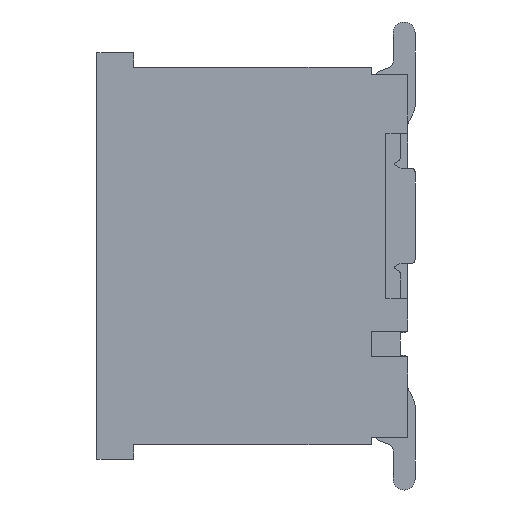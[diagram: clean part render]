
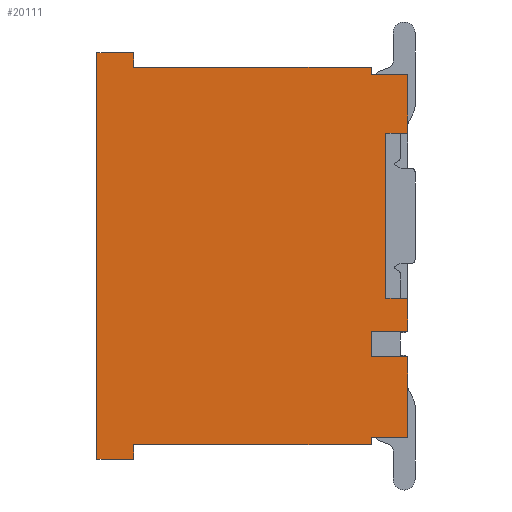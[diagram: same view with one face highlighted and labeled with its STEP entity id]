
A CAD part, left-side view. The second image highlights one B-rep face of the part: STEP entity #20111.
In plain terms, the highlighted planar face has unit normal (-1, 0, 0).
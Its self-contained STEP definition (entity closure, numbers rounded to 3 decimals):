
#1211=DIRECTION('',(0.,-1.,0.));
#1212=VECTOR('',#1211,0.5);
#1213=CARTESIAN_POINT('',(-6.15,0.5,-1.03));
#1214=LINE('',#1213,#1212);
#1543=DIRECTION('',(0.,0.,1.));
#1544=VECTOR('',#1543,0.1);
#1545=CARTESIAN_POINT('',(-6.15,0.5,-2.58));
#1546=LINE('',#1545,#1544);
#1547=DIRECTION('',(0.,0.,-1.));
#1548=VECTOR('',#1547,5.56);
#1549=CARTESIAN_POINT('',(-6.15,4.25,2.78));
#1550=LINE('',#1549,#1548);
#1551=DIRECTION('',(0.,1.,0.));
#1552=VECTOR('',#1551,3.25);
#1553=CARTESIAN_POINT('',(-6.15,0.5,2.58));
#1554=LINE('',#1553,#1552);
#1555=DIRECTION('',(0.,0.,1.));
#1556=VECTOR('',#1555,0.1);
#1557=CARTESIAN_POINT('',(-6.15,0.5,2.48));
#1558=LINE('',#1557,#1556);
#1559=DIRECTION('',(0.,1.,0.));
#1560=VECTOR('',#1559,0.5);
#1561=CARTESIAN_POINT('',(-6.15,0.,2.48));
#1562=LINE('',#1561,#1560);
#1563=DIRECTION('',(0.,0.,1.));
#1564=VECTOR('',#1563,0.8);
#1565=CARTESIAN_POINT('',(-6.15,0.,1.68));
#1566=LINE('',#1565,#1564);
#1567=DIRECTION('',(0.,0.,1.));
#1568=VECTOR('',#1567,0.45);
#1569=CARTESIAN_POINT('',(-6.15,0.,-1.03));
#1570=LINE('',#1569,#1568);
#1571=DIRECTION('',(0.,0.,1.));
#1572=VECTOR('',#1571,0.35);
#1573=CARTESIAN_POINT('',(-6.15,0.5,-1.38));
#1574=LINE('',#1573,#1572);
#1575=DIRECTION('',(0.,0.,1.));
#1576=VECTOR('',#1575,1.1);
#1577=CARTESIAN_POINT('',(-6.15,0.,-2.48));
#1578=LINE('',#1577,#1576);
#1579=DIRECTION('',(0.,-1.,0.));
#1580=VECTOR('',#1579,0.5);
#1581=CARTESIAN_POINT('',(-6.15,0.5,-2.48));
#1582=LINE('',#1581,#1580);
#1727=DIRECTION('',(0.,1.,0.));
#1728=VECTOR('',#1727,0.5);
#1729=CARTESIAN_POINT('',(-6.15,0.,-1.38));
#1730=LINE('',#1729,#1728);
#2172=DIRECTION('',(0.,0.,-1.));
#2173=VECTOR('',#2172,2.26);
#2174=CARTESIAN_POINT('',(-6.15,0.3,1.68));
#2175=LINE('',#2174,#2173);
#2435=DIRECTION('',(0.,-1.,0.));
#2436=VECTOR('',#2435,0.3);
#2437=CARTESIAN_POINT('',(-6.15,0.3,1.68));
#2438=LINE('',#2437,#2436);
#2547=DIRECTION('',(0.,1.,0.));
#2548=VECTOR('',#2547,0.3);
#2549=CARTESIAN_POINT('',(-6.15,0.,-0.58));
#2550=LINE('',#2549,#2548);
#8303=DIRECTION('',(0.,0.,1.));
#8304=VECTOR('',#8303,0.2);
#8305=CARTESIAN_POINT('',(-6.15,3.75,2.58));
#8306=LINE('',#8305,#8304);
#8315=DIRECTION('',(0.,-1.,0.));
#8316=VECTOR('',#8315,0.5);
#8317=CARTESIAN_POINT('',(-6.15,4.25,2.78));
#8318=LINE('',#8317,#8316);
#8347=DIRECTION('',(0.,1.,0.));
#8348=VECTOR('',#8347,0.5);
#8349=CARTESIAN_POINT('',(-6.15,3.75,-2.78));
#8350=LINE('',#8349,#8348);
#8363=DIRECTION('',(0.,0.,1.));
#8364=VECTOR('',#8363,0.2);
#8365=CARTESIAN_POINT('',(-6.15,3.75,-2.78));
#8366=LINE('',#8365,#8364);
#8375=DIRECTION('',(0.,1.,0.));
#8376=VECTOR('',#8375,3.25);
#8377=CARTESIAN_POINT('',(-6.15,0.5,-2.58));
#8378=LINE('',#8377,#8376);
#15771=CARTESIAN_POINT('',(-6.15,0.,2.48));
#15772=VERTEX_POINT('',#15771);
#15773=CARTESIAN_POINT('',(-6.15,0.,1.68));
#15774=VERTEX_POINT('',#15773);
#15795=CARTESIAN_POINT('',(-6.15,0.,-0.58));
#15796=VERTEX_POINT('',#15795);
#15797=CARTESIAN_POINT('',(-6.15,0.,-1.03));
#15798=VERTEX_POINT('',#15797);
#16019=CARTESIAN_POINT('',(-6.15,0.,-1.38));
#16020=VERTEX_POINT('',#16019);
#16021=CARTESIAN_POINT('',(-6.15,0.,-2.48));
#16022=VERTEX_POINT('',#16021);
#16027=CARTESIAN_POINT('',(-6.15,0.5,-2.48));
#16028=VERTEX_POINT('',#16027);
#16338=CARTESIAN_POINT('',(-6.15,4.25,2.78));
#16339=VERTEX_POINT('',#16338);
#16340=CARTESIAN_POINT('',(-6.15,4.25,-2.78));
#16341=VERTEX_POINT('',#16340);
#16387=CARTESIAN_POINT('',(-6.15,0.5,2.58));
#16389=VERTEX_POINT('',#16387);
#16390=CARTESIAN_POINT('',(-6.15,3.75,2.58));
#16391=VERTEX_POINT('',#16390);
#16408=CARTESIAN_POINT('',(-6.15,0.5,-2.58));
#16409=VERTEX_POINT('',#16408);
#16414=CARTESIAN_POINT('',(-6.15,0.5,-1.38));
#16415=CARTESIAN_POINT('',(-6.15,0.5,-1.03));
#16416=VERTEX_POINT('',#16414);
#16417=VERTEX_POINT('',#16415);
#16418=CARTESIAN_POINT('',(-6.15,0.5,2.48));
#16420=VERTEX_POINT('',#16418);
#16462=CARTESIAN_POINT('',(-6.15,3.75,-2.58));
#16463=VERTEX_POINT('',#16462);
#16464=CARTESIAN_POINT('',(-6.15,3.75,-2.78));
#16465=VERTEX_POINT('',#16464);
#16466=CARTESIAN_POINT('',(-6.15,3.75,2.78));
#16467=VERTEX_POINT('',#16466);
#16468=CARTESIAN_POINT('',(-6.15,0.3,1.68));
#16469=VERTEX_POINT('',#16468);
#16470=CARTESIAN_POINT('',(-6.15,0.3,-0.58));
#16471=VERTEX_POINT('',#16470);
#20067=CARTESIAN_POINT('',(-6.15,2.125,0.));
#20068=DIRECTION('',(1.,0.,0.));
#20069=DIRECTION('',(0.,0.,1.));
#20070=AXIS2_PLACEMENT_3D('',#20067,#20068,#20069);
#20071=PLANE('',#20070);
#20073=ORIENTED_EDGE('',*,*,#20072,.F.);
#20075=ORIENTED_EDGE('',*,*,#20074,.T.);
#20077=ORIENTED_EDGE('',*,*,#20076,.F.);
#20079=ORIENTED_EDGE('',*,*,#20078,.T.);
#20081=ORIENTED_EDGE('',*,*,#20080,.F.);
#20083=ORIENTED_EDGE('',*,*,#20082,.T.);
#20085=ORIENTED_EDGE('',*,*,#20084,.F.);
#20087=ORIENTED_EDGE('',*,*,#20086,.F.);
#20089=ORIENTED_EDGE('',*,*,#20088,.F.);
#20091=ORIENTED_EDGE('',*,*,#20090,.F.);
#20093=ORIENTED_EDGE('',*,*,#20092,.F.);
#20095=ORIENTED_EDGE('',*,*,#20094,.F.);
#20097=ORIENTED_EDGE('',*,*,#20096,.T.);
#20099=ORIENTED_EDGE('',*,*,#20098,.F.);
#20101=ORIENTED_EDGE('',*,*,#20100,.F.);
#20102=ORIENTED_EDGE('',*,*,#19761,.F.);
#20104=ORIENTED_EDGE('',*,*,#20103,.F.);
#20106=ORIENTED_EDGE('',*,*,#20105,.F.);
#20107=ORIENTED_EDGE('',*,*,#20060,.F.);
#20108=ORIENTED_EDGE('',*,*,#18176,.F.);
#20109=EDGE_LOOP('',(#20073,#20075,#20077,#20079,#20081,#20083,#20085,#20087,
#20089,#20091,#20093,#20095,#20097,#20099,#20101,#20102,#20104,#20106,#20107,
#20108));
#20110=FACE_OUTER_BOUND('',#20109,.F.);
#18176=EDGE_CURVE('',#16028,#16022,#1582,.T.);
#19761=EDGE_CURVE('',#16417,#15798,#1214,.T.);
#20060=EDGE_CURVE('',#16022,#16020,#1578,.T.);
#20072=EDGE_CURVE('',#16409,#16028,#1546,.T.);
#20074=EDGE_CURVE('',#16409,#16463,#8378,.T.);
#20076=EDGE_CURVE('',#16465,#16463,#8366,.T.);
#20078=EDGE_CURVE('',#16465,#16341,#8350,.T.);
#20080=EDGE_CURVE('',#16339,#16341,#1550,.T.);
#20082=EDGE_CURVE('',#16339,#16467,#8318,.T.);
#20084=EDGE_CURVE('',#16391,#16467,#8306,.T.);
#20086=EDGE_CURVE('',#16389,#16391,#1554,.T.);
#20088=EDGE_CURVE('',#16420,#16389,#1558,.T.);
#20090=EDGE_CURVE('',#15772,#16420,#1562,.T.);
#20092=EDGE_CURVE('',#15774,#15772,#1566,.T.);
#20094=EDGE_CURVE('',#16469,#15774,#2438,.T.);
#20096=EDGE_CURVE('',#16469,#16471,#2175,.T.);
#20098=EDGE_CURVE('',#15796,#16471,#2550,.T.);
#20100=EDGE_CURVE('',#15798,#15796,#1570,.T.);
#20103=EDGE_CURVE('',#16416,#16417,#1574,.T.);
#20105=EDGE_CURVE('',#16020,#16416,#1730,.T.);
#20111=ADVANCED_FACE('',(#20110),#20071,.F.);
